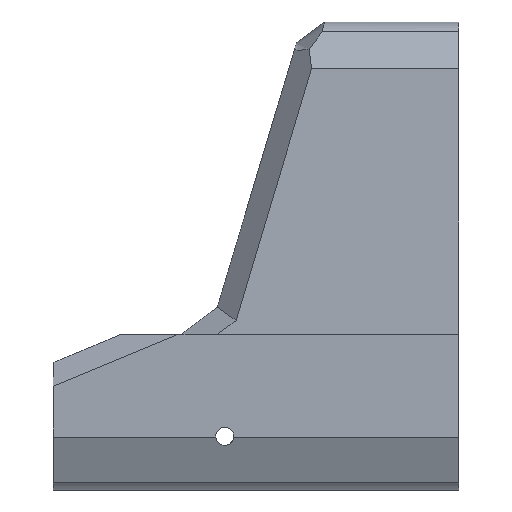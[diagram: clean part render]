
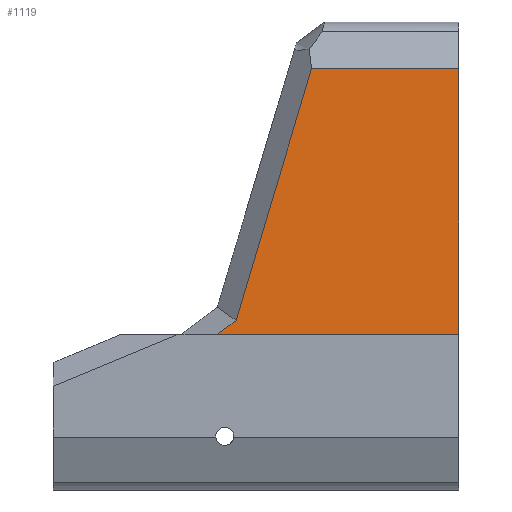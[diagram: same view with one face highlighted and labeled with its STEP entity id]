
A CAD part, front view. The second image highlights one B-rep face of the part: STEP entity #1119.
In plain terms, the highlighted planar face has unit normal (0, -1, 0.03).
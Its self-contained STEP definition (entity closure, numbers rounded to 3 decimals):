
#107=CARTESIAN_POINT('',(378.,286.47,10.007));
#108=VERTEX_POINT('',#107);
#115=CARTESIAN_POINT('',(378.,283.919,-75.));
#116=VERTEX_POINT('',#115);
#117=CARTESIAN_POINT('',(378.,286.47,10.007));
#118=DIRECTION('',(0.,-0.03,-1.));
#119=VECTOR('',#118,85.045);
#120=LINE('',#117,#119);
#121=EDGE_CURVE('',#108,#116,#120,.T.);
#279=CARTESIAN_POINT('',(300.723,283.919,-75.));
#280=VERTEX_POINT('',#279);
#336=CARTESIAN_POINT('',(300.723,283.919,-75.));
#337=DIRECTION('',(1.,0.,-0.));
#338=VECTOR('',#337,77.277);
#339=LINE('',#336,#338);
#340=EDGE_CURVE('',#280,#116,#339,.T.);
#1088=CARTESIAN_POINT('',(281.,285.419,-25.));
#1089=DIRECTION('',(0.,-1.,0.03));
#1090=DIRECTION('',(0.,-0.03,-1.));
#1091=AXIS2_PLACEMENT_3D('',#1088,#1089,#1090);
#1092=PLANE('',#1091);
#1093=CARTESIAN_POINT('',(330.81,286.47,10.007));
#1094=VERTEX_POINT('',#1093);
#1095=CARTESIAN_POINT('',(306.625,284.051,-70.609));
#1096=VERTEX_POINT('',#1095);
#1097=CARTESIAN_POINT('',(330.81,286.47,10.007));
#1098=DIRECTION('',(-0.287,-0.029,-0.957));
#1099=VECTOR('',#1098,84.2);
#1100=LINE('',#1097,#1099);
#1101=EDGE_CURVE('',#1094,#1096,#1100,.T.);
#1102=ORIENTED_EDGE('',*,*,#1101,.T.);
#1103=CARTESIAN_POINT('',(306.625,284.051,-70.609));
#1104=DIRECTION('',(-0.802,-0.018,-0.597));
#1105=VECTOR('',#1104,7.358);
#1106=LINE('',#1103,#1105);
#1107=EDGE_CURVE('',#1096,#280,#1106,.T.);
#1108=ORIENTED_EDGE('',*,*,#1107,.T.);
#1109=ORIENTED_EDGE('',*,*,#340,.T.);
#1110=ORIENTED_EDGE('',*,*,#121,.F.);
#1111=CARTESIAN_POINT('',(378.,286.47,10.007));
#1112=DIRECTION('',(-1.,0.,0.));
#1113=VECTOR('',#1112,47.19);
#1114=LINE('',#1111,#1113);
#1115=EDGE_CURVE('',#108,#1094,#1114,.T.);
#1116=ORIENTED_EDGE('',*,*,#1115,.T.);
#1117=EDGE_LOOP('',(#1102,#1108,#1109,#1110,#1116));
#1118=FACE_BOUND('',#1117,.T.);
#1119=ADVANCED_FACE('',(#1118),#1092,.T.);
